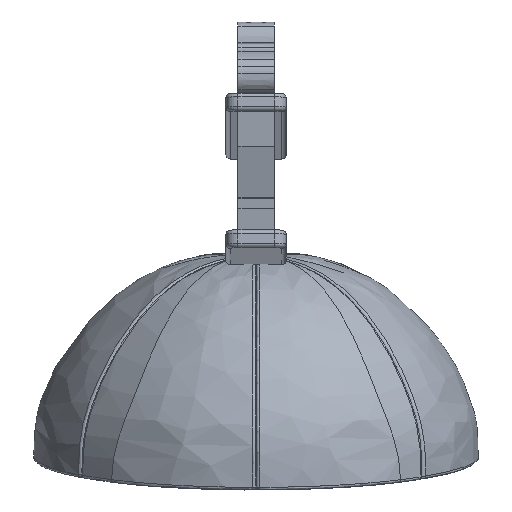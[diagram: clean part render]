
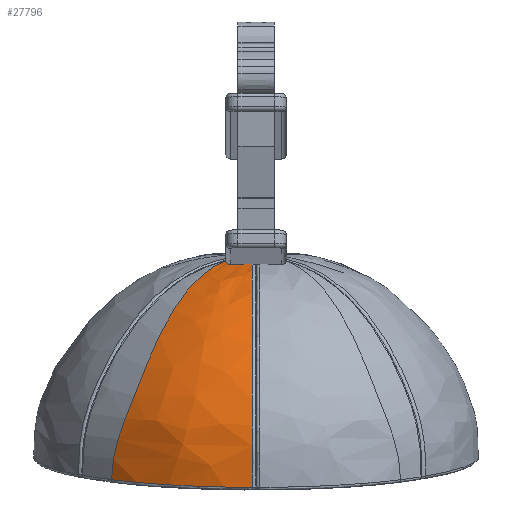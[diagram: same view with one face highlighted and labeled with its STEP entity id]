
A CAD part, front view. The second image highlights one B-rep face of the part: STEP entity #27796.
In plain terms, the highlighted free-form (B-spline) face has degree [3, 3] with [5, 9] control points.
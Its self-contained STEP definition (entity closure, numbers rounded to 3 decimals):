
#6949=CARTESIAN_POINT('',(-11.998,-15.096,
-3.234));
#6950=CARTESIAN_POINT('',(-11.951,-15.468,
-0.664));
#6951=CARTESIAN_POINT('',(-10.214,-17.137,
3.114));
#6952=CARTESIAN_POINT('',(-6.457,-11.987,
13.455));
#6953=CARTESIAN_POINT('',(-2.5,-6.474,14.952));
#6961=CARTESIAN_POINT('',(-11.998,-15.096,
-3.234));
#7204=CARTESIAN_POINT('',(-2.15,-7.804,14.665));
#7205=CARTESIAN_POINT('',(-1.836,-7.886,
14.673));
#7206=CARTESIAN_POINT('',(-1.216,-8.008,
14.683));
#7207=CARTESIAN_POINT('',(-0.616,-8.06,
14.688));
#7208=CARTESIAN_POINT('',(-0.321,-8.072,
14.689));
#7213=CARTESIAN_POINT('',(-0.322,-19.859,
-3.862));
#7214=CARTESIAN_POINT('',(-0.322,-19.934,
-3.294));
#7215=CARTESIAN_POINT('',(-0.322,-20.082,
-2.218));
#7216=CARTESIAN_POINT('',(-0.323,-20.172,
-0.452));
#7217=CARTESIAN_POINT('',(-0.322,-20.024,
1.008));
#7218=CARTESIAN_POINT('',(-0.323,-19.695,
2.429));
#7219=CARTESIAN_POINT('',(-0.321,-19.267,
3.704));
#7220=CARTESIAN_POINT('',(-0.323,-18.696,
5.093));
#7221=CARTESIAN_POINT('',(-0.322,-17.917,
6.636));
#7222=CARTESIAN_POINT('',(-0.323,-16.892,
8.294));
#7223=CARTESIAN_POINT('',(-0.323,-15.506,
10.059));
#7224=CARTESIAN_POINT('',(-0.323,-14.09,
11.454));
#7225=CARTESIAN_POINT('',(-0.322,-12.727,
12.524));
#7226=CARTESIAN_POINT('',(-0.323,-11.432,
13.335));
#7227=CARTESIAN_POINT('',(-0.322,-10.217,
13.941));
#7228=CARTESIAN_POINT('',(-0.321,-9.094,
14.385));
#7229=CARTESIAN_POINT('',(-0.321,-8.399,
14.599));
#7230=CARTESIAN_POINT('',(-0.321,-8.072,
14.689));
#7235=CARTESIAN_POINT('',(-11.998,-15.096,
-3.234));
#7236=CARTESIAN_POINT('',(-11.713,-15.366,
-3.27));
#7237=CARTESIAN_POINT('',(-11.064,-15.945,
-3.346));
#7238=CARTESIAN_POINT('',(-9.802,-16.892,
-3.471));
#7239=CARTESIAN_POINT('',(-8.339,-17.781,
-3.588));
#7240=CARTESIAN_POINT('',(-6.759,-18.536,
-3.688));
#7241=CARTESIAN_POINT('',(-5.184,-19.102,
-3.763));
#7242=CARTESIAN_POINT('',(-3.743,-19.481,
-3.813));
#7243=CARTESIAN_POINT('',(-2.164,-19.757,
-3.849));
#7244=CARTESIAN_POINT('',(-0.957,-19.847,
-3.861));
#7245=CARTESIAN_POINT('',(-0.322,-19.859,
-3.862));
#7250=CARTESIAN_POINT('',(-2.5,-6.474,14.952));
#7251=CARTESIAN_POINT('',(-2.5,-6.503,14.946));
#7252=CARTESIAN_POINT('',(-2.5,-6.561,14.934));
#7253=CARTESIAN_POINT('',(-2.5,-6.619,14.922));
#7254=CARTESIAN_POINT('',(-2.5,-6.648,14.916));
#7259=CARTESIAN_POINT('',(-2.5,-6.648,14.916));
#7260=CARTESIAN_POINT('',(-2.5,-6.719,14.9));
#7261=CARTESIAN_POINT('',(-2.496,-6.855,
14.87));
#7262=CARTESIAN_POINT('',(-2.481,-7.035,
14.83));
#7263=CARTESIAN_POINT('',(-2.458,-7.196,
14.793));
#7264=CARTESIAN_POINT('',(-2.428,-7.34,
14.761));
#7265=CARTESIAN_POINT('',(-2.392,-7.467,
14.732));
#7266=CARTESIAN_POINT('',(-2.349,-7.581,
14.706));
#7267=CARTESIAN_POINT('',(-2.297,-7.681,
14.685));
#7268=CARTESIAN_POINT('',(-2.232,-7.762,
14.669));
#7269=CARTESIAN_POINT('',(-2.18,-7.796,
14.665));
#7270=CARTESIAN_POINT('',(-2.15,-7.804,14.665));
#18999=VERTEX_POINT('',#6961);
#19043=VERTEX_POINT('',#7245);
#19996=VERTEX_POINT('',#7204);
#19997=VERTEX_POINT('',#7208);
#20001=VERTEX_POINT('',#7259);
#20053=VERTEX_POINT('',#6953);
#27741=CARTESIAN_POINT('',(-12.216,-14.854,
-3.449));
#27742=CARTESIAN_POINT('',(-11.268,-15.783,
-3.571));
#27743=CARTESIAN_POINT('',(-9.313,-17.29,
-3.769));
#27744=CARTESIAN_POINT('',(-5.222,-19.282,
-4.032));
#27745=CARTESIAN_POINT('',(0.,-20.195,
-4.152));
#27746=CARTESIAN_POINT('',(5.222,-19.282,
-4.032));
#27747=CARTESIAN_POINT('',(9.314,-17.29,
-3.769));
#27748=CARTESIAN_POINT('',(11.269,-15.783,
-3.571));
#27749=CARTESIAN_POINT('',(12.218,-14.853,
-3.448));
#27750=CARTESIAN_POINT('',(-12.208,-15.219,
-0.74));
#27751=CARTESIAN_POINT('',(-11.292,-16.115,
-0.863));
#27752=CARTESIAN_POINT('',(-9.387,-17.595,
-1.075));
#27753=CARTESIAN_POINT('',(-5.315,-19.605,
-1.375));
#27754=CARTESIAN_POINT('',(0.,-20.559,
-1.523));
#27755=CARTESIAN_POINT('',(5.315,-19.605,
-1.375));
#27756=CARTESIAN_POINT('',(9.388,-17.594,
-1.075));
#27757=CARTESIAN_POINT('',(11.293,-16.114,
-0.863));
#27758=CARTESIAN_POINT('',(12.21,-15.217,
-0.74));
#27759=CARTESIAN_POINT('',(-10.466,-17.046,
3.016));
#27760=CARTESIAN_POINT('',(-9.539,-17.823,
2.917));
#27761=CARTESIAN_POINT('',(-7.71,-19.016,
2.77));
#27762=CARTESIAN_POINT('',(-4.168,-20.464,
2.6));
#27763=CARTESIAN_POINT('',(-0.002,-21.05,
2.536));
#27764=CARTESIAN_POINT('',(4.166,-20.465,
2.6));
#27765=CARTESIAN_POINT('',(7.71,-19.016,
2.77));
#27766=CARTESIAN_POINT('',(9.54,-17.822,
2.917));
#27767=CARTESIAN_POINT('',(10.468,-17.044,
3.016));
#27768=CARTESIAN_POINT('',(-6.524,-11.819,
13.597));
#27769=CARTESIAN_POINT('',(-6.026,-12.283,
13.537));
#27770=CARTESIAN_POINT('',(-5.,-13.051,
13.436));
#27771=CARTESIAN_POINT('',(-2.819,-14.102,
13.299));
#27772=CARTESIAN_POINT('',(0.004,-14.608,
13.234));
#27773=CARTESIAN_POINT('',(2.825,-14.1,
13.3));
#27774=CARTESIAN_POINT('',(5.004,-13.049,
13.436));
#27775=CARTESIAN_POINT('',(6.026,-12.282,
13.537));
#27776=CARTESIAN_POINT('',(6.525,-11.818,
13.597));
#27777=CARTESIAN_POINT('',(-2.397,-6.249,
15.006));
#27778=CARTESIAN_POINT('',(-2.263,-6.415,
14.984));
#27779=CARTESIAN_POINT('',(-1.961,-6.729,
14.943));
#27780=CARTESIAN_POINT('',(-1.199,-7.247,
14.875));
#27781=CARTESIAN_POINT('',(0.001,-7.562,
14.834));
#27782=CARTESIAN_POINT('',(1.2,-7.247,
14.875));
#27783=CARTESIAN_POINT('',(1.962,-6.729,
14.943));
#27784=CARTESIAN_POINT('',(2.263,-6.415,
14.985));
#27785=CARTESIAN_POINT('',(2.397,-6.249,
15.006));
#27786=B_SPLINE_SURFACE_WITH_KNOTS('',3,3,((#27741,#27742,#27743,#27744,#27745,
#27746,#27747,#27748,#27749),(#27750,#27751,#27752,#27753,#27754,#27755,#27756,
#27757,#27758),(#27759,#27760,#27761,#27762,#27763,#27764,#27765,#27766,#27767),
(#27768,#27769,#27770,#27771,#27772,#27773,#27774,#27775,#27776),(#27777,#27778,
#27779,#27780,#27781,#27782,#27783,#27784,#27785)),.UNSPECIFIED.,.F.,.F.,.F.,(4,
1,4),(4,1,1,1,1,1,4),(0.,0.435,0.964),(
0.747,0.781,0.812,0.875,
0.937,0.969,1.003),.UNSPECIFIED.);
#27787=ORIENTED_EDGE('',*,*,#21282,.T.);
#27789=ORIENTED_EDGE('',*,*,#27788,.F.);
#27790=ORIENTED_EDGE('',*,*,#27731,.F.);
#27791=ORIENTED_EDGE('',*,*,#26817,.T.);
#27792=ORIENTED_EDGE('',*,*,#21206,.T.);
#27793=ORIENTED_EDGE('',*,*,#21240,.T.);
#27794=EDGE_LOOP('',(#27787,#27789,#27790,#27791,#27792,#27793));
#27795=FACE_OUTER_BOUND('',#27794,.F.);
#6954=B_SPLINE_CURVE_WITH_KNOTS('',3,(#6949,#6950,#6951,#6952,#6953),
.UNSPECIFIED.,.F.,.F.,(4,1,4),(0.,0.446,1.),.UNSPECIFIED.);
#7209=B_SPLINE_CURVE_WITH_KNOTS('',3,(#7204,#7205,#7206,#7207,#7208),
.UNSPECIFIED.,.F.,.F.,(4,1,4),(0.,0.5,1.),.UNSPECIFIED.);
#7231=B_SPLINE_CURVE_WITH_KNOTS('',3,(#7213,#7214,#7215,#7216,#7217,#7218,#7219,
#7220,#7221,#7222,#7223,#7224,#7225,#7226,#7227,#7228,#7229,#7230),
.UNSPECIFIED.,.F.,.F.,(4,1,1,1,1,1,1,1,1,1,1,1,1,1,1,4),(0.,0.067,
0.133,0.2,0.267,0.333,0.4,
0.467,0.533,0.6,0.667,0.733,
0.8,0.867,0.933,1.),.UNSPECIFIED.);
#7246=B_SPLINE_CURVE_WITH_KNOTS('',3,(#7235,#7236,#7237,#7238,#7239,#7240,#7241,
#7242,#7243,#7244,#7245),.UNSPECIFIED.,.F.,.F.,(4,1,1,1,1,1,1,1,4),(0.,
0.125,0.25,0.375,0.5,0.625,0.75,0.875,1.),.UNSPECIFIED.);
#7255=B_SPLINE_CURVE_WITH_KNOTS('',3,(#7250,#7251,#7252,#7253,#7254),
.UNSPECIFIED.,.F.,.F.,(4,1,4),(0.,0.5,1.),.UNSPECIFIED.);
#7271=B_SPLINE_CURVE_WITH_KNOTS('',3,(#7259,#7260,#7261,#7262,#7263,#7264,#7265,
#7266,#7267,#7268,#7269,#7270),.UNSPECIFIED.,.F.,.F.,(4,1,1,1,1,1,1,1,1,4),
(0.,0.111,0.222,0.333,0.444,
0.556,0.667,0.778,0.889,1.),
.UNSPECIFIED.);
#21206=EDGE_CURVE('',#20053,#20001,#7255,.T.);
#21240=EDGE_CURVE('',#20001,#19996,#7271,.T.);
#21282=EDGE_CURVE('',#19996,#19997,#7209,.T.);
#26817=EDGE_CURVE('',#18999,#20053,#6954,.T.);
#27731=EDGE_CURVE('',#18999,#19043,#7246,.T.);
#27788=EDGE_CURVE('',#19043,#19997,#7231,.T.);
#27796=ADVANCED_FACE('',(#27795),#27786,.F.);
